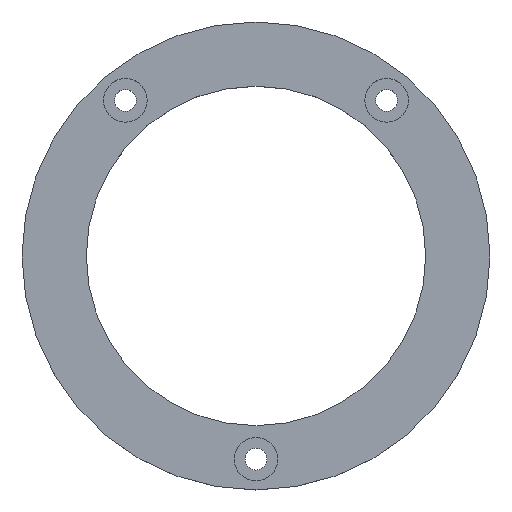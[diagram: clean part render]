
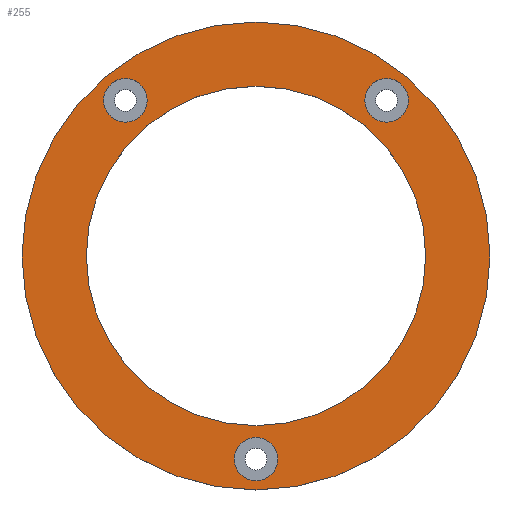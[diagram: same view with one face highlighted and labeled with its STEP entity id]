
A CAD part, top view. The second image highlights one B-rep face of the part: STEP entity #255.
In plain terms, the highlighted planar face has unit normal (0, 0, 1).
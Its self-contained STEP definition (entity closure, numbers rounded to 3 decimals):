
#24=PLANE('',#297);
#71=ORIENTED_EDGE('',*,*,#107,.F.);
#72=ORIENTED_EDGE('',*,*,#110,.F.);
#73=ORIENTED_EDGE('',*,*,#114,.F.);
#74=ORIENTED_EDGE('',*,*,#116,.F.);
#75=ORIENTED_EDGE('',*,*,#123,.T.);
#107=EDGE_CURVE('',#137,#137,#157,.T.);
#110=EDGE_CURVE('',#139,#139,#159,.T.);
#114=EDGE_CURVE('',#142,#142,#161,.T.);
#116=EDGE_CURVE('',#143,#143,#163,.T.);
#123=EDGE_CURVE('',#149,#149,#169,.T.);
#137=VERTEX_POINT('',#403);
#139=VERTEX_POINT('',#409);
#142=VERTEX_POINT('',#416);
#143=VERTEX_POINT('',#421);
#149=VERTEX_POINT('',#439);
#157=CIRCLE('',#278,3.175);
#159=CIRCLE('',#281,3.175);
#161=CIRCLE('',#284,24.765);
#163=CIRCLE('',#287,3.175);
#169=CIRCLE('',#298,34.146);
#189=EDGE_LOOP('',(#71));
#190=EDGE_LOOP('',(#72));
#191=EDGE_LOOP('',(#73));
#192=EDGE_LOOP('',(#74));
#193=EDGE_LOOP('',(#75));
#219=FACE_BOUND('',#189,.T.);
#220=FACE_BOUND('',#190,.T.);
#221=FACE_BOUND('',#191,.T.);
#222=FACE_BOUND('',#192,.T.);
#223=FACE_BOUND('',#193,.T.);
#255=ADVANCED_FACE('',(#219,#220,#221,#222,#223),#24,.T.);
#278=AXIS2_PLACEMENT_3D('',#402,#318,#319);
#281=AXIS2_PLACEMENT_3D('',#408,#325,#326);
#284=AXIS2_PLACEMENT_3D('',#417,#333,#334);
#287=AXIS2_PLACEMENT_3D('',#420,#339,#340);
#297=AXIS2_PLACEMENT_3D('',#437,#360,#361);
#298=AXIS2_PLACEMENT_3D('',#438,#362,#363);
#318=DIRECTION('',(0.,0.,1.));
#319=DIRECTION('',(1.,0.,0.));
#325=DIRECTION('',(0.,0.,1.));
#326=DIRECTION('',(1.,0.,0.));
#333=DIRECTION('',(0.,0.,1.));
#334=DIRECTION('',(1.,0.,0.));
#339=DIRECTION('',(0.,0.,1.));
#340=DIRECTION('',(1.,0.,0.));
#360=DIRECTION('',(0.,0.,1.));
#361=DIRECTION('',(1.,0.,0.));
#362=DIRECTION('',(0.,0.,1.));
#363=DIRECTION('',(1.,0.,0.));
#402=CARTESIAN_POINT('',(17.306,22.71,-36.264));
#403=CARTESIAN_POINT('',(20.481,22.71,-36.264));
#408=CARTESIAN_POINT('',(-20.806,22.71,-36.264));
#409=CARTESIAN_POINT('',(-17.631,22.71,-36.264));
#416=CARTESIAN_POINT('',(23.015,0.,-36.264));
#417=CARTESIAN_POINT('',(-1.75,0.,-36.264));
#420=CARTESIAN_POINT('',(-1.75,-29.646,-36.264));
#421=CARTESIAN_POINT('',(1.425,-29.646,-36.264));
#437=CARTESIAN_POINT('',(-1.75,0.,-36.264));
#438=CARTESIAN_POINT('',(-1.75,0.,-36.264));
#439=CARTESIAN_POINT('',(32.396,0.,-36.264));
